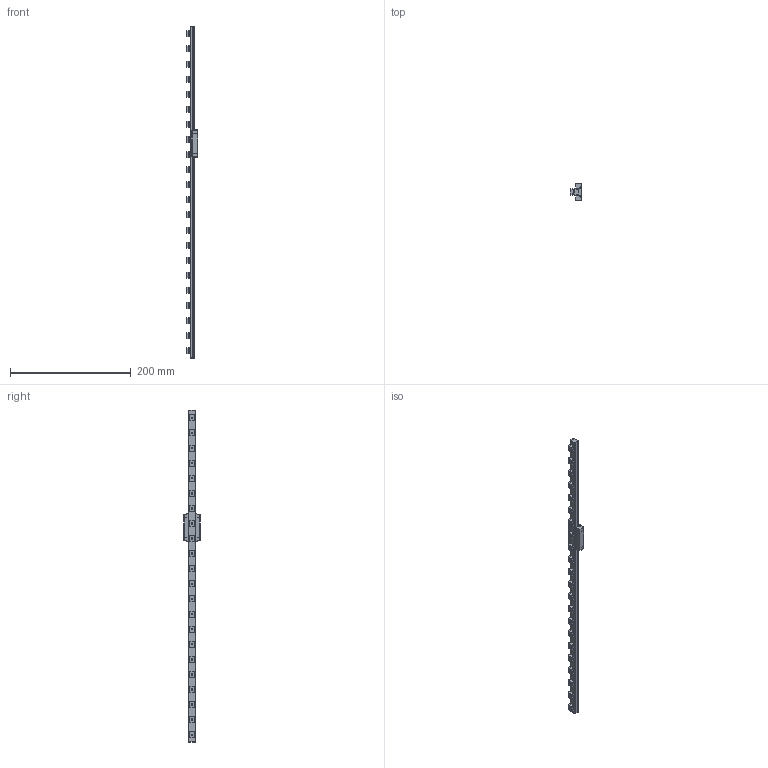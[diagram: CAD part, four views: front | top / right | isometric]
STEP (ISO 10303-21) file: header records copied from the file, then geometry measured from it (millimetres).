
FILE_DESCRIPTION (( 'STEP AP214' ), '1' );
FILE_NAME ('MGN12H - 550mm.step', '2019-11-11T12:52:35', ( '' ), ( '' ), 'SwSTEP 2.0', 'SolidWorks 2019', '' );
FILE_SCHEMA (( 'AUTOMOTIVE_DESIGN' ));
Length unit declared in the file: millimetre
Products named in the file (8): Red End Cap; socket head cap screw_bsi_BS EN ISO 4762 M3 x 10 - 10N; 2020 Nut - M3; Main Block; Rail 550mm; Button M3x8; Green End Cap; MGN12H - 550mm
Assembly tree (54 placements, depth 2):
  MGN12H - 550mm
    Main Block
    Green End Cap  x2
    Red End Cap  x2
    Button M3x8  x4
    Rail 550mm
    2020 Nut - M3  x22
    socket head cap screw_bsi_BS EN ISO 4762 M3 x 10 - 10N  x22
Bounding box: 19.5 x 27 x 550 mm (x, y, z)
Volume: 66810.2 mm3; surface area: 47026 mm2
Topology: 54 solids, 54 shells, 1361 faces, 3235 edges, 2016 vertices
Faces by surface type: plane 807, cylinder 362, torus 96, cone 88, sphere 8
Entity records: 12195 total; most frequent: DIRECTION 2123, CARTESIAN_POINT 1925, ORIENTED_EDGE 1794, EDGE_CURVE 897, AXIS2_PLACEMENT_3D 815, VERTEX_POINT 585, VECTOR 493, LINE 493
